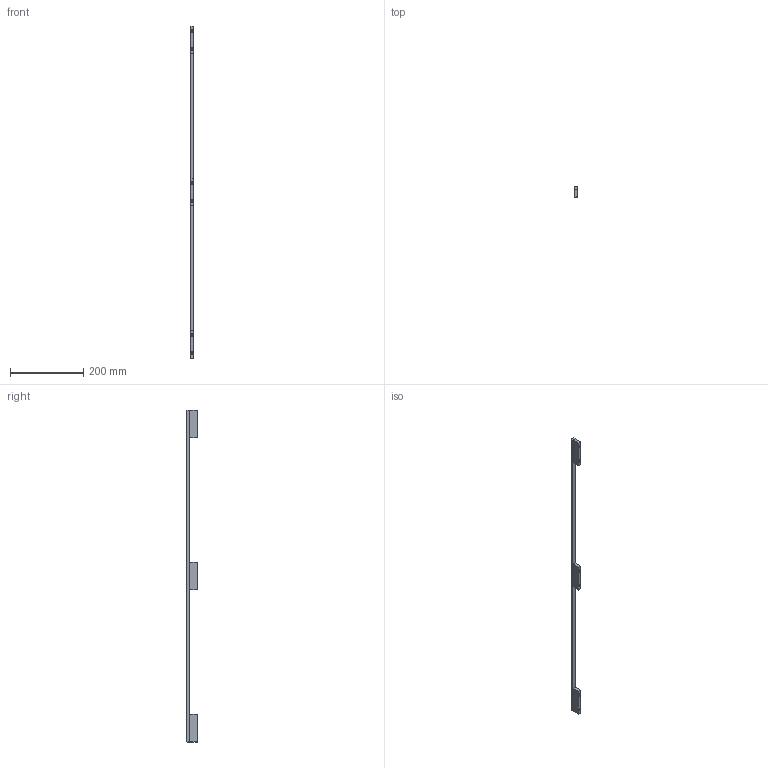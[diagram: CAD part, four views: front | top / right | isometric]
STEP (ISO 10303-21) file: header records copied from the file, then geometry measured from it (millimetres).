
FILE_DESCRIPTION(('Creo Elements/Direct Modeling STEP Export'),'2;1');
FILE_NAME('2110-908.stp','2021-11-16T11:18:32',(''),(''),'Creo Elements/Direct Modeling STEP processor for AP214 (Solid Model)','Creo Elements/Direct Modeling 20.0 12-Nov-2016 (C) Parametric Technology GmbH','');
FILE_SCHEMA(('AUTOMOTIVE_DESIGN { 1 0 10303 214 1 1 1 1 }'));
Length unit declared in the file: millimetre
Products named in the file (11): Stange; Sockel2; Schraube3; Sockel2.1; Schraube3.1; Schraube3.1.1; Schraube3.1.1.1; Sockel2.2; Schraube3.1.2; Schraube3.2; 2110-908
Assembly tree (10 placements, depth 2):
  2110-908
    Schraube3.2
    Schraube3.1.2
    Sockel2.2
    Schraube3.1.1.1
    Schraube3.1.1
    Schraube3.1
    Sockel2.1
    Schraube3
    Sockel2
    Stange
Bounding box: 10 x 28.89 x 908 mm (x, y, z)
Volume: 117518 mm3; surface area: 52549.3 mm2
Topology: 10 solids, 10 shells, 286 faces, 696 edges, 436 vertices
Faces by surface type: cylinder 116, plane 110, cone 60
Entity records: 12894 total; most frequent: CARTESIAN_POINT 5986, ORIENTED_EDGE 1344, DIRECTION 1254, EDGE_CURVE 672, AXIS2_PLACEMENT_3D 468, VERTEX_POINT 436, EDGE_LOOP 328, VECTOR 318
